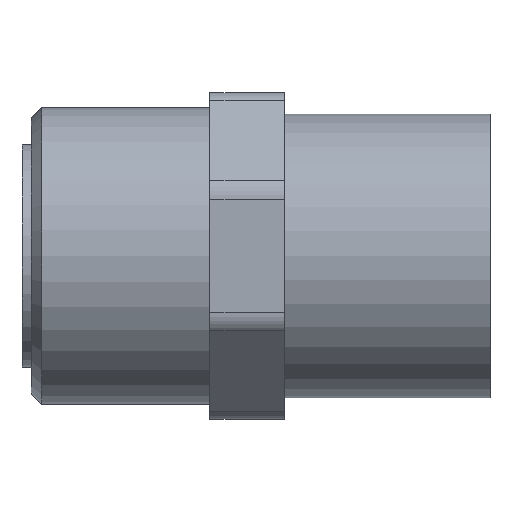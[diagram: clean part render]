
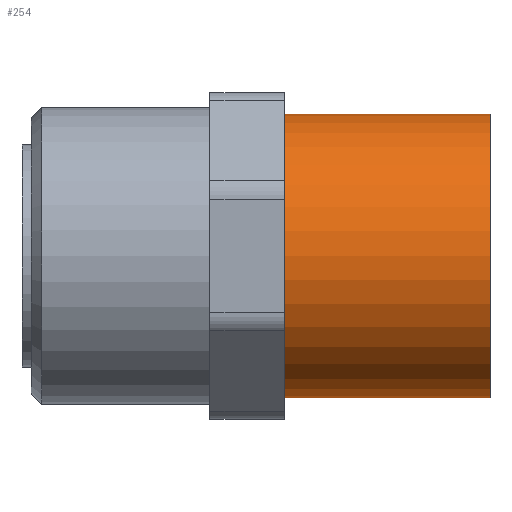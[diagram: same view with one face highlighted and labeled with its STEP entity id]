
A CAD part, top view. The second image highlights one B-rep face of the part: STEP entity #254.
In plain terms, the highlighted cylindrical face has radius 20 mm (diameter 40 mm), a partial arc.
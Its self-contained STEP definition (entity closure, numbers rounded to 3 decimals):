
#254 = ADVANCED_FACE( '', ( #595 ), #596, .T. );
#288 = EDGE_CURVE( '', #388, #408, #632, .T. );
#318 = EDGE_CURVE( '', #406, #408, #668, .T. );
#380 = VERTEX_POINT( '', #736 );
#388 = VERTEX_POINT( '', #746 );
#406 = VERTEX_POINT( '', #766 );
#408 = VERTEX_POINT( '', #768 );
#420 = EDGE_CURVE( '', #406, #380, #781, .T. );
#424 = EDGE_CURVE( '', #380, #388, #785, .T. );
#595 = FACE_OUTER_BOUND( '', #983, .T. );
#596 = CYLINDRICAL_SURFACE( '', #984, 20. );
#632 = LINE( '', #1032, #1033 );
#668 = CIRCLE( '', #1073, 20. );
#736 = CARTESIAN_POINT( '', ( 0., -20., 0. ) );
#746 = CARTESIAN_POINT( '', ( 0., 20., 0. ) );
#766 = CARTESIAN_POINT( '', ( -29., -20., 0. ) );
#768 = CARTESIAN_POINT( '', ( -29., 20., 0. ) );
#781 = LINE( '', #1224, #1225 );
#785 = CIRCLE( '', #1231, 20. );
#983 = EDGE_LOOP( '', ( #1443, #1444, #1445, #1446 ) );
#984 = AXIS2_PLACEMENT_3D( '', #1447, #1448, #1449 );
#1032 = CARTESIAN_POINT( '', ( -14.5, 20., 0. ) );
#1033 = VECTOR( '', #1484, 1. );
#1073 = AXIS2_PLACEMENT_3D( '', #1534, #1535, #1536 );
#1224 = CARTESIAN_POINT( '', ( -14.5, -20., 0. ) );
#1225 = VECTOR( '', #1677, 1. );
#1231 = AXIS2_PLACEMENT_3D( '', #1681, #1682, #1683 );
#1443 = ORIENTED_EDGE( '', *, *, #288, .T. );
#1444 = ORIENTED_EDGE( '', *, *, #318, .F. );
#1445 = ORIENTED_EDGE( '', *, *, #420, .T. );
#1446 = ORIENTED_EDGE( '', *, *, #424, .T. );
#1447 = CARTESIAN_POINT( '', ( -14.5, 0., 0. ) );
#1448 = DIRECTION( '', ( 1., 0., 0. ) );
#1449 = DIRECTION( '', ( 0., 1., 0. ) );
#1484 = DIRECTION( '', ( -1., 0., 0. ) );
#1534 = CARTESIAN_POINT( '', ( -29., 0., 0. ) );
#1535 = DIRECTION( '', ( -1., 0., 0. ) );
#1536 = DIRECTION( '', ( 0., 1., 0. ) );
#1677 = DIRECTION( '', ( 1., 0., 0. ) );
#1681 = CARTESIAN_POINT( '', ( 0., 0., 0. ) );
#1682 = DIRECTION( '', ( -1., 0., 0. ) );
#1683 = DIRECTION( '', ( 0., 1., 0. ) );
